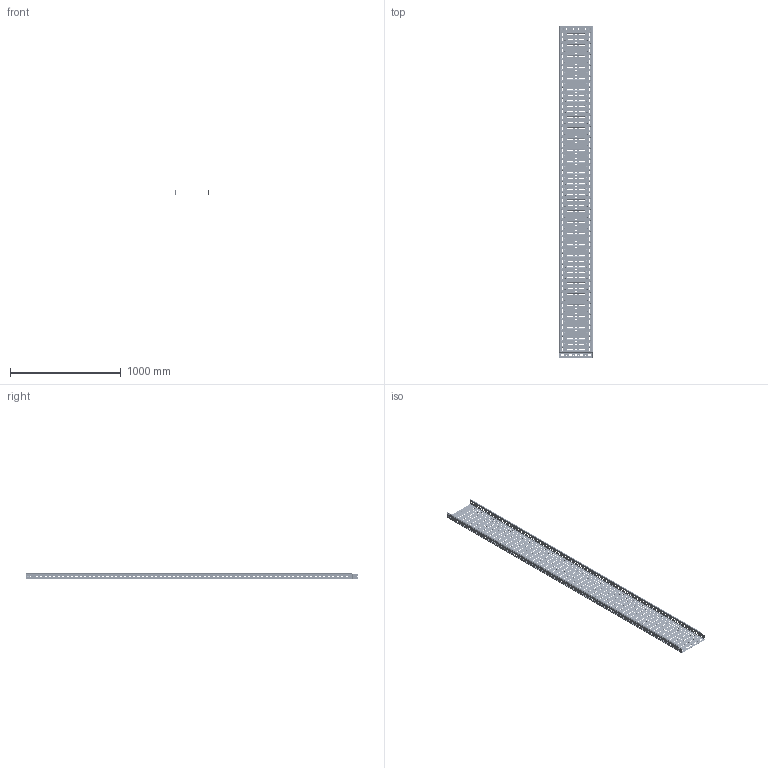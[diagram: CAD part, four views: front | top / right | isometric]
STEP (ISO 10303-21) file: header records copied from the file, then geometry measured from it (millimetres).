
FILE_DESCRIPTION(/* description */ (''),/* implementation_level */ '2;1');
FILE_NAME(/* name */ 'KFJ300H60_3.stp',/* time_stamp */ '2020-03-24T12:11:19+01:00',/* author */ ('stanislaw.luczak'),/* organization */ (''),/* preprocessor_version */ 'ST-DEVELOPER v18',/* originating_system */ 'Autodesk Inventor 2020',/* authorisation */ '');
FILE_SCHEMA (('AUTOMOTIVE_DESIGN { 1 0 10303 214 3 1 1 }'));
Products named in the file (1): KFJ300H60_3
Bounding box: 308 x 3000 x 61.97 mm (x, y, z)
Volume: 1169609.5 mm3; surface area: 2398273.2 mm2
Topology: 1 solids, 1 shells, 12453 faces, 30372 edges, 18692 vertices
Faces by surface type: plane 4585, cylinder 4404, torus 2308, cone 1152, bspline 4
Full cylindrical faces by diameter (mm): 11 x42
Entity records: 367927 total; most frequent: DIRECTION 68704, CARTESIAN_POINT 61748, ORIENTED_EDGE 60744, EDGE_CURVE 30372, AXIS2_PLACEMENT_3D 25904, VERTEX_POINT 18692, LINE 16896, VECTOR 16896
